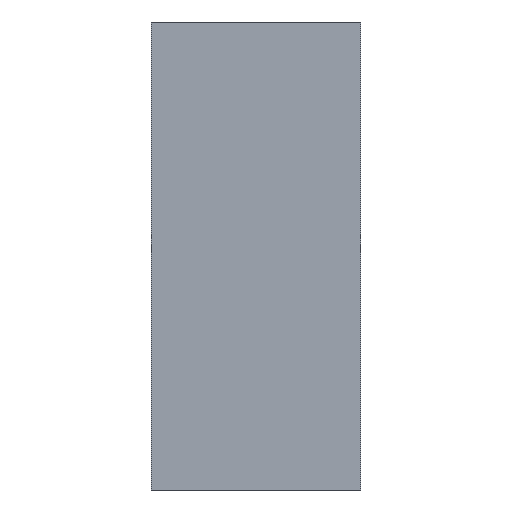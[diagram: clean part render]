
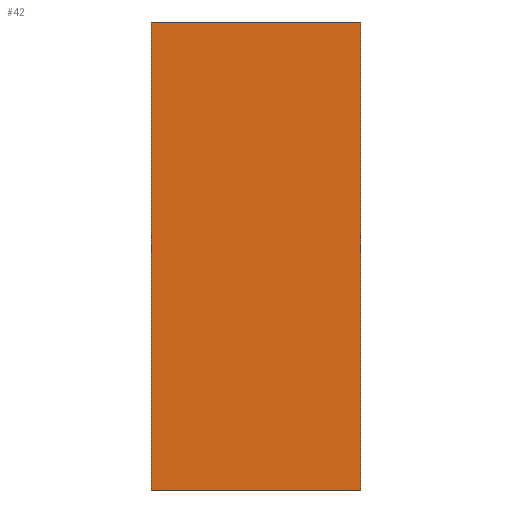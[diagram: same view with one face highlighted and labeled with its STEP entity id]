
A CAD part, left-side view. The second image highlights one B-rep face of the part: STEP entity #42.
In plain terms, the highlighted planar face has unit normal (-1, 0, 0).
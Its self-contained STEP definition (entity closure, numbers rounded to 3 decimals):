
#42 = ADVANCED_FACE( '', ( #83 ), #84, .F. );
#83 = FACE_OUTER_BOUND( '', #120, .T. );
#84 = PLANE( '', #121 );
#120 = EDGE_LOOP( '', ( #173, #174, #175, #176 ) );
#121 = AXIS2_PLACEMENT_3D( '', #177, #178, #179 );
#173 = ORIENTED_EDGE( '', *, *, #202, .T. );
#174 = ORIENTED_EDGE( '', *, *, #211, .F. );
#175 = ORIENTED_EDGE( '', *, *, #216, .F. );
#176 = ORIENTED_EDGE( '', *, *, #213, .T. );
#177 = CARTESIAN_POINT( '', ( -248., 21.5, 96. ) );
#178 = DIRECTION( '', ( 1., 0., 0. ) );
#179 = DIRECTION( '', ( 0., 0., -1. ) );
#202 = EDGE_CURVE( '', #226, #230, #232, .T. );
#211 = EDGE_CURVE( '', #243, #230, #245, .T. );
#213 = EDGE_CURVE( '', #247, #226, #248, .T. );
#216 = EDGE_CURVE( '', #247, #243, #251, .T. );
#226 = VERTEX_POINT( '', #262 );
#230 = VERTEX_POINT( '', #268 );
#232 = LINE( '', #271, #272 );
#243 = VERTEX_POINT( '', #286 );
#245 = LINE( '', #289, #290 );
#247 = VERTEX_POINT( '', #292 );
#248 = LINE( '', #293, #294 );
#251 = LINE( '', #298, #299 );
#262 = CARTESIAN_POINT( '', ( -248., 21.5, 0. ) );
#268 = CARTESIAN_POINT( '', ( -248., -21.5, 0. ) );
#271 = CARTESIAN_POINT( '', ( -248., 21.5, 0. ) );
#272 = VECTOR( '', #313, 1000. );
#286 = CARTESIAN_POINT( '', ( -248., -21.5, 96. ) );
#289 = CARTESIAN_POINT( '', ( -248., -21.5, 96. ) );
#290 = VECTOR( '', #321, 1000. );
#292 = CARTESIAN_POINT( '', ( -248., 21.5, 96. ) );
#293 = CARTESIAN_POINT( '', ( -248., 21.5, 96. ) );
#294 = VECTOR( '', #322, 1000. );
#298 = CARTESIAN_POINT( '', ( -248., 21.5, 96. ) );
#299 = VECTOR( '', #324, 1000. );
#313 = DIRECTION( '', ( 0., -1., 0. ) );
#321 = DIRECTION( '', ( 0., 0., -1. ) );
#322 = DIRECTION( '', ( 0., 0., -1. ) );
#324 = DIRECTION( '', ( 0., -1., 0. ) );
